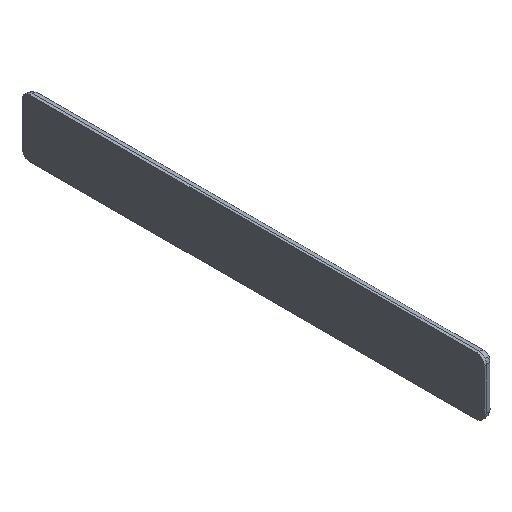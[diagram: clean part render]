
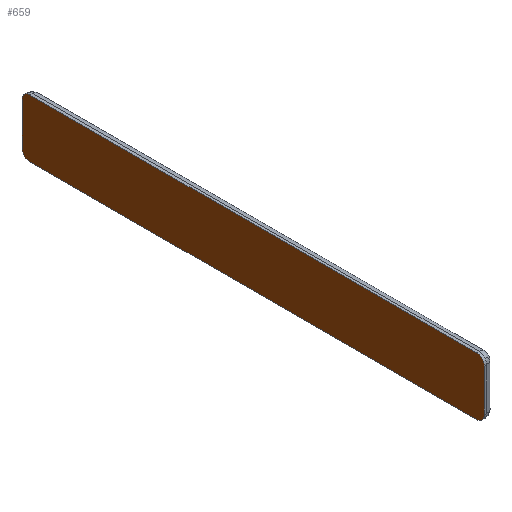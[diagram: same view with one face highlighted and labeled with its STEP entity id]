
A CAD part, isometric view. The second image highlights one B-rep face of the part: STEP entity #659.
In plain terms, the highlighted planar face has unit normal (-1, 0, 0).
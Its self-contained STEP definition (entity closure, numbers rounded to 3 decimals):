
#6 = DIRECTION ( 'NONE',  ( 1., 0., 0. ) ) ;
#9 = DIRECTION ( 'NONE',  ( 0., 0., 1. ) ) ;
#17 = CARTESIAN_POINT ( 'NONE',  ( 0., -87., -8.25 ) ) ;
#19 = CARTESIAN_POINT ( 'NONE',  ( 0., 87., -8.25 ) ) ;
#38 = EDGE_CURVE ( 'NONE', #505, #422, #432, .T. ) ;
#39 = CARTESIAN_POINT ( 'NONE',  ( 0., 90., -8.25 ) ) ;
#40 = VECTOR ( 'NONE', #350, 1000. ) ;
#41 = ORIENTED_EDGE ( 'NONE', *, *, #445, .F. ) ;
#61 = DIRECTION ( 'NONE',  ( 1., 0., 0. ) ) ;
#63 = LINE ( 'NONE', #208, #286 ) ;
#66 = ORIENTED_EDGE ( 'NONE', *, *, #391, .F. ) ;
#72 = DIRECTION ( 'NONE',  ( 0., 0., 1. ) ) ;
#76 = ORIENTED_EDGE ( 'NONE', *, *, #540, .F. ) ;
#78 = DIRECTION ( 'NONE',  ( 0., 0., -1. ) ) ;
#85 = CARTESIAN_POINT ( 'NONE',  ( 0., 90., 8.25 ) ) ;
#108 = ORIENTED_EDGE ( 'NONE', *, *, #38, .F. ) ;
#114 = AXIS2_PLACEMENT_3D ( 'NONE', #19, #630, #72 ) ;
#119 = VECTOR ( 'NONE', #444, 1000. ) ;
#120 = CARTESIAN_POINT ( 'NONE',  ( 0., -87., -11.25 ) ) ;
#125 = AXIS2_PLACEMENT_3D ( 'NONE', #278, #428, #78 ) ;
#147 = CARTESIAN_POINT ( 'NONE',  ( 0., 99., -11.25 ) ) ;
#170 = CARTESIAN_POINT ( 'NONE',  ( 0., -87., 8.25 ) ) ;
#174 = PLANE ( 'NONE',  #125 ) ;
#183 = ORIENTED_EDGE ( 'NONE', *, *, #458, .F. ) ;
#187 = CARTESIAN_POINT ( 'NONE',  ( 0., 90., -12.375 ) ) ;
#193 = ORIENTED_EDGE ( 'NONE', *, *, #501, .F. ) ;
#205 = CIRCLE ( 'NONE', #114, 3. ) ;
#206 = ORIENTED_EDGE ( 'NONE', *, *, #291, .F. ) ;
#208 = CARTESIAN_POINT ( 'NONE',  ( 0., 99., 11.25 ) ) ;
#226 = DIRECTION ( 'NONE',  ( 0., 0., 1. ) ) ;
#243 = VECTOR ( 'NONE', #468, 1000. ) ;
#258 = VERTEX_POINT ( 'NONE', #532 ) ;
#271 = DIRECTION ( 'NONE',  ( 0., 0., 1. ) ) ;
#278 = CARTESIAN_POINT ( 'NONE',  ( 0., 99., -12.375 ) ) ;
#286 = VECTOR ( 'NONE', #561, 1000. ) ;
#291 = EDGE_CURVE ( 'NONE', #394, #325, #512, .T. ) ;
#295 = LINE ( 'NONE', #605, #40 ) ;
#322 = AXIS2_PLACEMENT_3D ( 'NONE', #573, #61, #9 ) ;
#325 = VERTEX_POINT ( 'NONE', #85 ) ;
#327 = DIRECTION ( 'NONE',  ( 1., 0., 0. ) ) ;
#341 = VERTEX_POINT ( 'NONE', #442 ) ;
#342 = AXIS2_PLACEMENT_3D ( 'NONE', #170, #327, #226 ) ;
#345 = CARTESIAN_POINT ( 'NONE',  ( 0., 87., 11.25 ) ) ;
#350 = DIRECTION ( 'NONE',  ( 0., 0., -1. ) ) ;
#391 = EDGE_CURVE ( 'NONE', #422, #341, #295, .T. ) ;
#394 = VERTEX_POINT ( 'NONE', #39 ) ;
#397 = CARTESIAN_POINT ( 'NONE',  ( 0., -90., 8.25 ) ) ;
#403 = VERTEX_POINT ( 'NONE', #345 ) ;
#405 = ORIENTED_EDGE ( 'NONE', *, *, #519, .F. ) ;
#422 = VERTEX_POINT ( 'NONE', #397 ) ;
#428 = DIRECTION ( 'NONE',  ( 1., 0., 0. ) ) ;
#432 = CIRCLE ( 'NONE', #342, 3. ) ;
#442 = CARTESIAN_POINT ( 'NONE',  ( 0., -90., -8.25 ) ) ;
#444 = DIRECTION ( 'NONE',  ( 0., 0., 1. ) ) ;
#445 = EDGE_CURVE ( 'NONE', #628, #258, #446, .T. ) ;
#446 = LINE ( 'NONE', #147, #243 ) ;
#458 = EDGE_CURVE ( 'NONE', #403, #505, #63, .T. ) ;
#460 = CIRCLE ( 'NONE', #558, 3. ) ;
#468 = DIRECTION ( 'NONE',  ( 0., 1., 0. ) ) ;
#501 = EDGE_CURVE ( 'NONE', #325, #403, #647, .T. ) ;
#505 = VERTEX_POINT ( 'NONE', #625 ) ;
#512 = LINE ( 'NONE', #187, #119 ) ;
#519 = EDGE_CURVE ( 'NONE', #341, #628, #460, .T. ) ;
#532 = CARTESIAN_POINT ( 'NONE',  ( 0., 87., -11.25 ) ) ;
#540 = EDGE_CURVE ( 'NONE', #258, #394, #205, .T. ) ;
#558 = AXIS2_PLACEMENT_3D ( 'NONE', #17, #6, #271 ) ;
#561 = DIRECTION ( 'NONE',  ( 0., -1., 0. ) ) ;
#573 = CARTESIAN_POINT ( 'NONE',  ( 0., 87., 8.25 ) ) ;
#605 = CARTESIAN_POINT ( 'NONE',  ( 0., -90., -12.375 ) ) ;
#621 = EDGE_LOOP ( 'NONE', ( #193, #206, #76, #41, #405, #66, #108, #183 ) ) ;
#625 = CARTESIAN_POINT ( 'NONE',  ( 0., -87., 11.25 ) ) ;
#628 = VERTEX_POINT ( 'NONE', #120 ) ;
#630 = DIRECTION ( 'NONE',  ( 1., 0., 0. ) ) ;
#633 = FACE_OUTER_BOUND ( 'NONE', #621, .T. ) ;
#647 = CIRCLE ( 'NONE', #322, 3. ) ;
#659 = ADVANCED_FACE ( 'NONE', ( #633 ), #174, .F. ) ;
